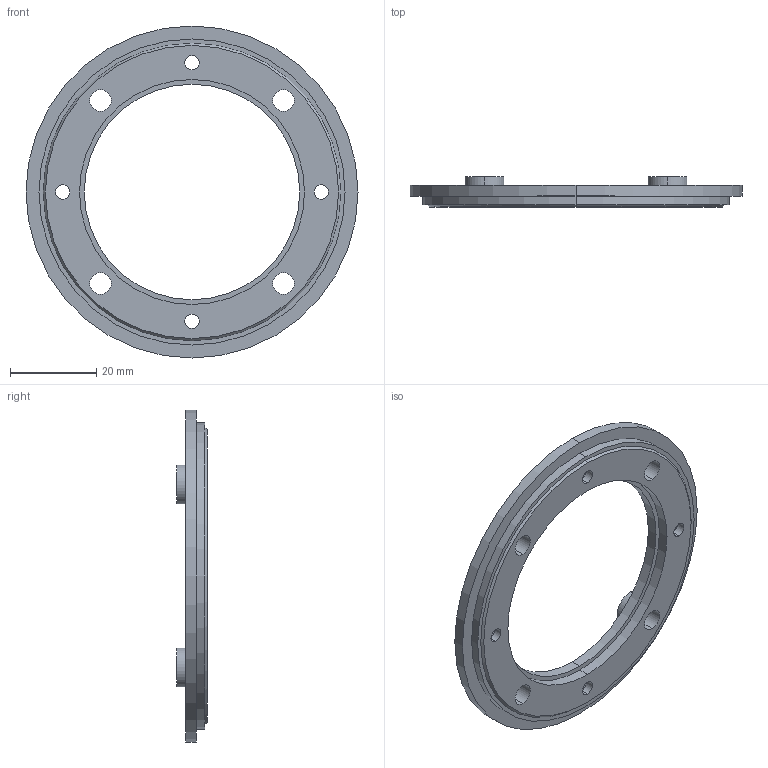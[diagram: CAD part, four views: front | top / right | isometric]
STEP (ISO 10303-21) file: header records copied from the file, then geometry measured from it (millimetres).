
FILE_DESCRIPTION (( 'STEP AP214' ), '1' );
FILE_NAME ('mid carrier.STEP', '2025-02-12T21:20:21', ( '' ), ( '' ), 'SwSTEP 2.0', 'SolidWorks 2023', '' );
FILE_SCHEMA (( 'AUTOMOTIVE_DESIGN' ));
Length unit declared in the file: millimetre
Products named in the file (1): mid carrier
Bounding box: 77 x 7 x 77 mm (x, y, z)
Volume: 10532.2 mm3; surface area: 8083 mm2
Topology: 1 solids, 1 shells, 55 faces, 126 edges, 84 vertices
Faces by surface type: cylinder 40, plane 13, cone 2
Entity records: 1663 total; most frequent: DIRECTION 322, CARTESIAN_POINT 266, ORIENTED_EDGE 252, AXIS2_PLACEMENT_3D 140, EDGE_CURVE 126, VERTEX_POINT 84, CIRCLE 84, EDGE_LOOP 84
